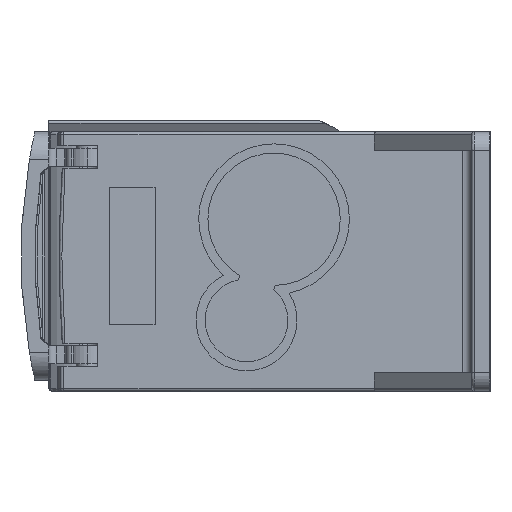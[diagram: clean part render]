
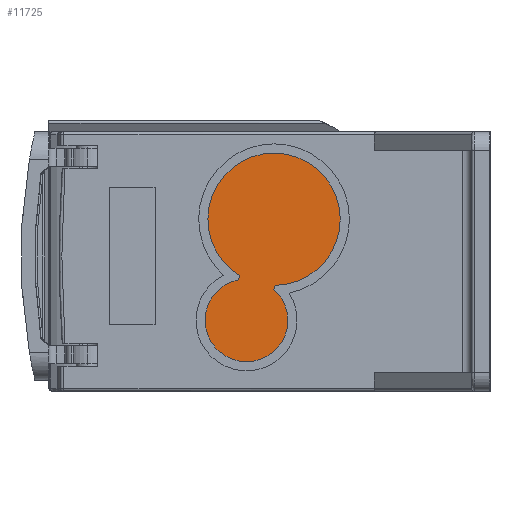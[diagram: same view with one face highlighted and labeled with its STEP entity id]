
A CAD part, left-side view. The second image highlights one B-rep face of the part: STEP entity #11725.
In plain terms, the highlighted planar face has unit normal (-1, 0, 0).
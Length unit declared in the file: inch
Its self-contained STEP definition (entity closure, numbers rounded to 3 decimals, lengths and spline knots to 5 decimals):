
#72 = CARTESIAN_POINT ( 'NONE',  ( -0.22047, 0.80709, 0.31102 ) ) ;
#384 = AXIS2_PLACEMENT_3D ( 'NONE', #2412, #7685, #7434 ) ;
#617 = CIRCLE ( 'NONE', #13124, 0.17717 ) ;
#795 = EDGE_CURVE ( 'NONE', #12526, #12223, #617, .T. ) ;
#838 = DIRECTION ( 'NONE',  ( -1., 0., 0. ) ) ;
#850 = EDGE_CURVE ( 'NONE', #7871, #7995, #2642, .T. ) ;
#1257 = DIRECTION ( 'NONE',  ( 0., 0., -1. ) ) ;
#2412 = CARTESIAN_POINT ( 'NONE',  ( -0.22047, 0.80709, 0.31102 ) ) ;
#2642 = LINE ( 'NONE', #7834, #3063 ) ;
#2733 = DIRECTION ( 'NONE',  ( 0., -0.263, 0.965 ) ) ;
#3063 = VECTOR ( 'NONE', #15755, 39.37008 ) ;
#4269 = LINE ( 'NONE', #11545, #16674 ) ;
#4699 = CIRCLE ( 'NONE', #6880, 0.28346 ) ;
#4930 = ORIENTED_EDGE ( 'NONE', *, *, #850, .T. ) ;
#5354 = DIRECTION ( 'NONE',  ( -1., 0., 0. ) ) ;
#5883 = CARTESIAN_POINT ( 'NONE',  ( -0.22047, 0.83659, 0.5021 ) ) ;
#6880 = AXIS2_PLACEMENT_3D ( 'NONE', #15651, #15810, #1257 ) ;
#7135 = FACE_OUTER_BOUND ( 'NONE', #15258, .T. ) ;
#7391 = DIRECTION ( 'NONE',  ( 0., 0., 1. ) ) ;
#7434 = DIRECTION ( 'NONE',  ( 0., 0., -1. ) ) ;
#7664 = ORIENTED_EDGE ( 'NONE', *, *, #795, .T. ) ;
#7685 = DIRECTION ( 'NONE',  ( -1., 0., 0. ) ) ;
#7834 = CARTESIAN_POINT ( 'NONE',  ( -0.22047, 0.80549, 0.61614 ) ) ;
#7871 = VERTEX_POINT ( 'NONE', #5883 ) ;
#7995 = VERTEX_POINT ( 'NONE', #8086 ) ;
#8086 = CARTESIAN_POINT ( 'NONE',  ( -0.22047, 0.84129, 0.48486 ) ) ;
#8506 = CARTESIAN_POINT ( 'NONE',  ( -0.22047, 1.44488, 0. ) ) ;
#9242 = EDGE_CURVE ( 'NONE', #13043, #7871, #4699, .T. ) ;
#9558 = CARTESIAN_POINT ( 'NONE',  ( -0.22047, 0.68936, 0.44342 ) ) ;
#9600 = EDGE_CURVE ( 'NONE', #12223, #13043, #4269, .T. ) ;
#10349 = EDGE_CURVE ( 'NONE', #7995, #12526, #13438, .T. ) ;
#10392 = DIRECTION ( 'NONE',  ( 0., 0., -1. ) ) ;
#10730 = ORIENTED_EDGE ( 'NONE', *, *, #9242, .T. ) ;
#11299 = AXIS2_PLACEMENT_3D ( 'NONE', #8506, #838, #7391 ) ;
#11545 = CARTESIAN_POINT ( 'NONE',  ( -0.22047, 0.68936, 0.44342 ) ) ;
#11725 = ADVANCED_FACE ( 'NONE', ( #7135 ), #14657, .T. ) ;
#12189 = CARTESIAN_POINT ( 'NONE',  ( -0.22047, 0.80709, 0.13386 ) ) ;
#12223 = VERTEX_POINT ( 'NONE', #9558 ) ;
#12478 = ORIENTED_EDGE ( 'NONE', *, *, #10349, .T. ) ;
#12526 = VERTEX_POINT ( 'NONE', #12189 ) ;
#13043 = VERTEX_POINT ( 'NONE', #15735 ) ;
#13124 = AXIS2_PLACEMENT_3D ( 'NONE', #72, #5354, #10392 ) ;
#13438 = CIRCLE ( 'NONE', #384, 0.17717 ) ;
#14606 = ORIENTED_EDGE ( 'NONE', *, *, #9600, .T. ) ;
#14657 = PLANE ( 'NONE',  #11299 ) ;
#15258 = EDGE_LOOP ( 'NONE', ( #4930, #12478, #7664, #14606, #10730 ) ) ;
#15651 = CARTESIAN_POINT ( 'NONE',  ( -0.22047, 0.68898, 0.74409 ) ) ;
#15735 = CARTESIAN_POINT ( 'NONE',  ( -0.22047, 0.68466, 0.46066 ) ) ;
#15755 = DIRECTION ( 'NONE',  ( 0., 0.263, -0.965 ) ) ;
#15810 = DIRECTION ( 'NONE',  ( -1., 0., 0. ) ) ;
#16674 = VECTOR ( 'NONE', #2733, 39.37008 ) ;
